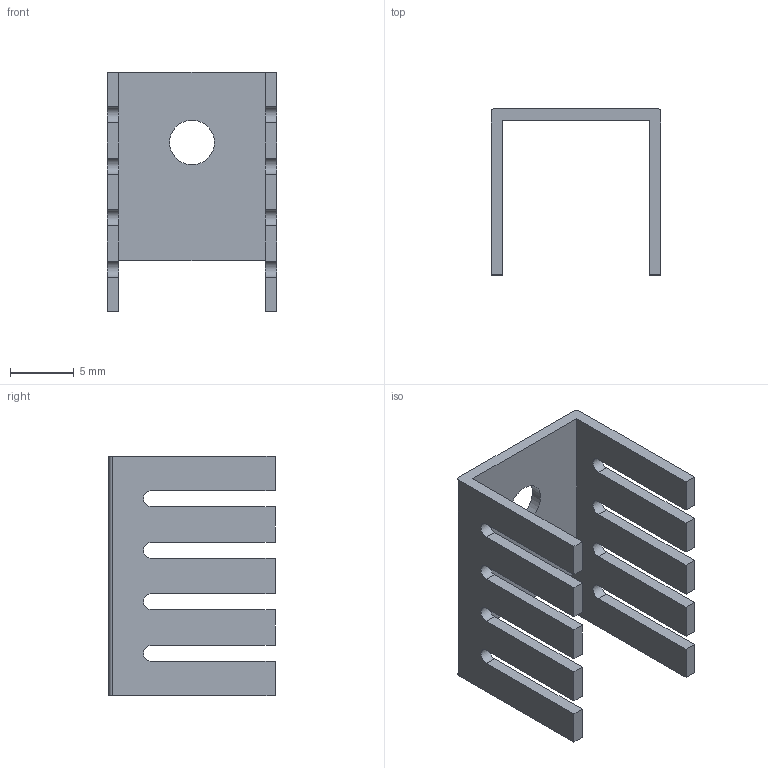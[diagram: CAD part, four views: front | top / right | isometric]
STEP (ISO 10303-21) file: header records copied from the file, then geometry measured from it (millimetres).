
FILE_DESCRIPTION(/* description */ (''),/* implementation_level */ '2;1');
FILE_NAME(/* name */ 'light_heatsink.step',/* time_stamp */ '2021-12-23T21:59:12+03:00',/* author */ (''),/* organization */ (''),/* preprocessor_version */ 'ST-DEVELOPER v18.1',/* originating_system */ 'Autodesk Translation Framework v10.10.0.1391',/* authorisation */ '');
FILE_SCHEMA (('AUTOMOTIVE_DESIGN { 1 0 10303 214 3 1 1 }'));
Length unit declared in the file: millimetre
Products named in the file (1): Light heatsink
Bounding box: 13.3 x 13 x 18.75 mm (x, y, z)
Volume: 490.8 mm3; surface area: 1350.4 mm2
Topology: 1 solids, 1 shells, 47 faces, 135 edges, 90 vertices
Faces by surface type: plane 36, cylinder 11
Full cylindrical faces by diameter (mm): 3.5 x1
Entity records: 1575 total; most frequent: CARTESIAN_POINT 273, ORIENTED_EDGE 270, DIRECTION 253, EDGE_CURVE 135, LINE 113, VECTOR 113, VERTEX_POINT 90, AXIS2_PLACEMENT_3D 70
